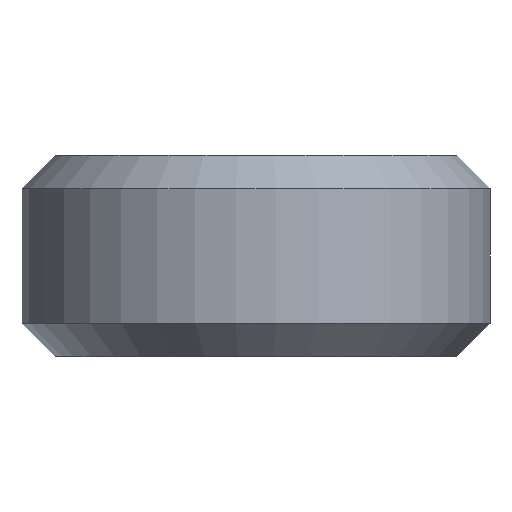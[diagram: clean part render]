
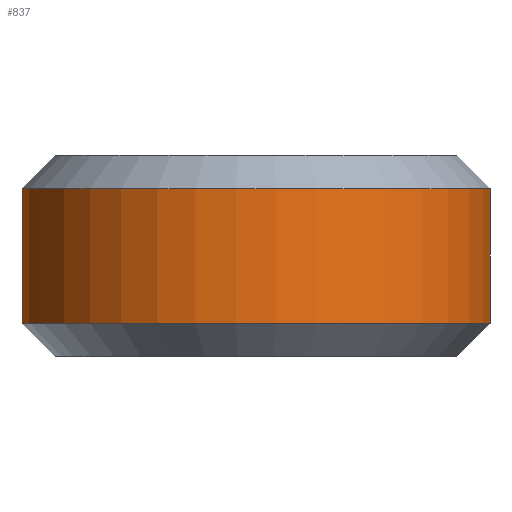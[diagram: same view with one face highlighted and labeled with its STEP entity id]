
A CAD part, left-side view. The second image highlights one B-rep face of the part: STEP entity #837.
In plain terms, the highlighted cylindrical face has radius 7 mm (diameter 14 mm), a partial arc.
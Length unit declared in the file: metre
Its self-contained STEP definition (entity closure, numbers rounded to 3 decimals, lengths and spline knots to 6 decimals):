
#28=LINE('',#1262,#120);
#29=LINE('',#1267,#121);
#120=VECTOR('',#1005,1.);
#121=VECTOR('',#1008,1.);
#250=ORIENTED_EDGE('',*,*,#490,.T.);
#251=ORIENTED_EDGE('',*,*,#491,.T.);
#252=ORIENTED_EDGE('',*,*,#492,.T.);
#253=ORIENTED_EDGE('',*,*,#493,.T.);
#490=EDGE_CURVE('',#610,#611,#28,.T.);
#491=EDGE_CURVE('',#611,#612,#678,.F.);
#492=EDGE_CURVE('',#612,#613,#29,.F.);
#493=EDGE_CURVE('',#613,#610,#679,.T.);
#610=VERTEX_POINT('',#1263);
#611=VERTEX_POINT('',#1264);
#612=VERTEX_POINT('',#1266);
#613=VERTEX_POINT('',#1268);
#678=CIRCLE('',#909,0.007);
#679=CIRCLE('',#910,0.007);
#707=EDGE_LOOP('',(#250,#251,#252,#253));
#769=FACE_BOUND('',#707,.T.);
#828=CYLINDRICAL_SURFACE('',#908,0.007);
#837=ADVANCED_FACE('',(#769),#828,.T.);
#908=AXIS2_PLACEMENT_3D('',#1261,#1003,#1004);
#909=AXIS2_PLACEMENT_3D('',#1265,#1006,#1007);
#910=AXIS2_PLACEMENT_3D('',#1269,#1009,#1010);
#1003=DIRECTION('',(0.,0.,1.));
#1004=DIRECTION('',(1.,0.,0.));
#1005=DIRECTION('',(0.,0.,1.));
#1006=DIRECTION('',(0.,0.,1.));
#1007=DIRECTION('',(1.,0.,0.));
#1008=DIRECTION('',(0.,0.,1.));
#1009=DIRECTION('',(0.,0.,1.));
#1010=DIRECTION('',(1.,0.,0.));
#1261=CARTESIAN_POINT('',(-0.0145,0.,-0.006));
#1262=CARTESIAN_POINT('',(-0.011558,-0.006352,-0.006));
#1263=CARTESIAN_POINT('',(-0.011558,-0.006352,-0.005));
#1264=CARTESIAN_POINT('',(-0.011558,-0.006352,-0.001));
#1265=CARTESIAN_POINT('',(-0.0145,0.,-0.001));
#1266=CARTESIAN_POINT('',(-0.011558,0.006352,-0.001));
#1267=CARTESIAN_POINT('',(-0.011558,0.006352,-0.006));
#1268=CARTESIAN_POINT('',(-0.011558,0.006352,-0.005));
#1269=CARTESIAN_POINT('',(-0.0145,0.,-0.005));
